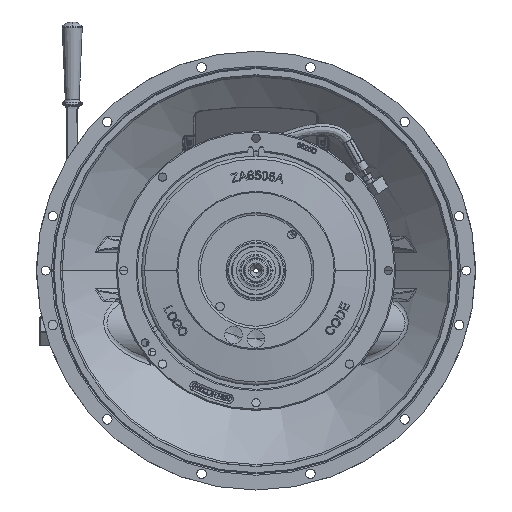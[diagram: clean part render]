
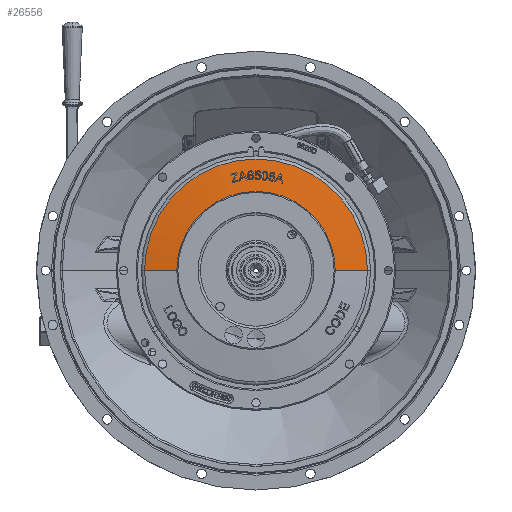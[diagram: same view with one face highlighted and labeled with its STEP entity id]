
A CAD part, top view. The second image highlights one B-rep face of the part: STEP entity #26556.
In plain terms, the highlighted conical face has half-angle 82.418 degrees and reference radius 140.507 mm.
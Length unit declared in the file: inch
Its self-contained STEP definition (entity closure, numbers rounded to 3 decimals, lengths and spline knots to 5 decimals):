
#1741 = CARTESIAN_POINT ( 'NONE',  ( 3.92981, 0., 0.52316 ) ) ;
#20123 = CARTESIAN_POINT ( 'NONE',  ( 5.53179, 0., 0.30991 ) ) ;
#26556 = ADVANCED_FACE ( 'NONE', ( #26811 ), #26840, .T. ) ;
#26811 = FACE_OUTER_BOUND ( 'NONE', #127022, .T. ) ;
#26840 = CONICAL_SURFACE ( 'NONE', #114632, 5.53179, 1.438 ) ;
#41426 = AXIS2_PLACEMENT_3D ( 'NONE', #101115, #101123, #101124 ) ;
#41439 = AXIS2_PLACEMENT_3D ( 'NONE', #101128, #101164, #101165 ) ;
#57856 = DIRECTION ( 'NONE',  ( -1., 0., 0. ) ) ;
#57940 = DIRECTION ( 'NONE',  ( 0., 0., -1. ) ) ;
#57951 = CARTESIAN_POINT ( 'NONE',  ( 0., 0., 0.30991 ) ) ;
#66855 = CIRCLE ( 'NONE', #41426, 5.53179 ) ;
#66857 = LINE ( 'NONE', #101158, #66859 ) ;
#66859 = VECTOR ( 'NONE', #101159, 39.37008 ) ;
#66870 = CIRCLE ( 'NONE', #41439, 3.92981 ) ;
#66873 = LINE ( 'NONE', #101203, #66875 ) ;
#66875 = VECTOR ( 'NONE', #101204, 39.37008 ) ;
#83921 = VERTEX_POINT ( 'NONE', #20123 ) ;
#84185 = VERTEX_POINT ( 'NONE', #89875 ) ;
#89875 = CARTESIAN_POINT ( 'NONE',  ( -3.92981, 0., 0.52316 ) ) ;
#90857 = ORIENTED_EDGE ( 'NONE', *, *, #101766, .F. ) ;
#90858 = ORIENTED_EDGE ( 'NONE', *, *, #101790, .T. ) ;
#90859 = ORIENTED_EDGE ( 'NONE', *, *, #101773, .F. ) ;
#91021 = ORIENTED_EDGE ( 'NONE', *, *, #101758, .T. ) ;
#101115 = CARTESIAN_POINT ( 'NONE',  ( 0., 0., 0.30991 ) ) ;
#101123 = DIRECTION ( 'NONE',  ( 0., 0., 1. ) ) ;
#101124 = DIRECTION ( 'NONE',  ( 1., 0., 0. ) ) ;
#101128 = CARTESIAN_POINT ( 'NONE',  ( 0., 0., 0.52316 ) ) ;
#101158 = CARTESIAN_POINT ( 'NONE',  ( -5.53179, 0., 0.30991 ) ) ;
#101159 = DIRECTION ( 'NONE',  ( -0.991, 0., -0.132 ) ) ;
#101164 = DIRECTION ( 'NONE',  ( 0., 0., 1. ) ) ;
#101165 = DIRECTION ( 'NONE',  ( 1., 0., 0. ) ) ;
#101203 = CARTESIAN_POINT ( 'NONE',  ( 5.53179, 0., 0.30991 ) ) ;
#101204 = DIRECTION ( 'NONE',  ( 0.991, 0., -0.132 ) ) ;
#101758 = EDGE_CURVE ( 'NONE', #83921, #139549, #66855, .T. ) ;
#101766 = EDGE_CURVE ( 'NONE', #84185, #139549, #66857, .T. ) ;
#101773 = EDGE_CURVE ( 'NONE', #139279, #84185, #66870, .T. ) ;
#101790 = EDGE_CURVE ( 'NONE', #139279, #83921, #66873, .T. ) ;
#114632 = AXIS2_PLACEMENT_3D ( 'NONE', #57951, #57940, #57856 ) ;
#127022 = EDGE_LOOP ( 'NONE', ( #90859, #90858, #91021, #90857 ) ) ;
#139279 = VERTEX_POINT ( 'NONE', #1741 ) ;
#139549 = VERTEX_POINT ( 'NONE', #139579 ) ;
#139579 = CARTESIAN_POINT ( 'NONE',  ( -5.53179, 0., 0.30991 ) ) ;
